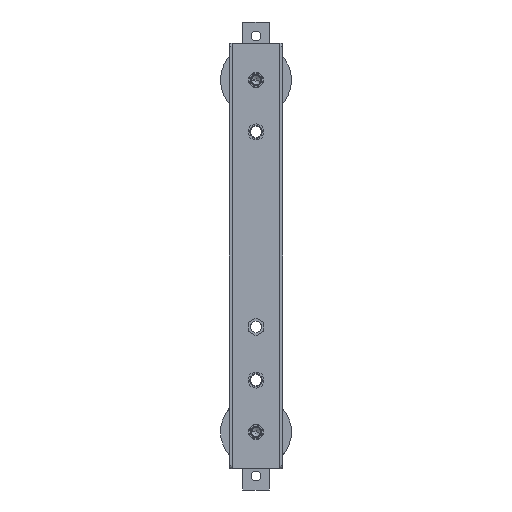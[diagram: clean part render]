
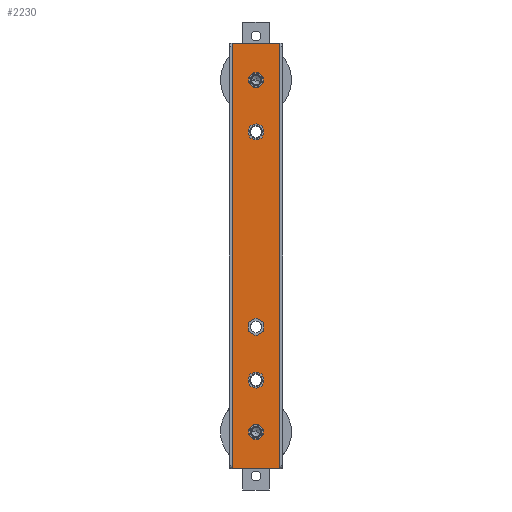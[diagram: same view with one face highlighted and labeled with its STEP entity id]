
A CAD part, front view. The second image highlights one B-rep face of the part: STEP entity #2230.
In plain terms, the highlighted planar face has unit normal (0, -1, 0).
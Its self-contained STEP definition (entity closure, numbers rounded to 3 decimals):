
#314=DIRECTION('',(0.,0.,-1.));
#315=VECTOR('',#314,480.);
#316=CARTESIAN_POINT('',(-27.,7.,480.));
#317=LINE('',#316,#315);
#341=DIRECTION('',(-1.,0.,0.));
#342=VECTOR('',#341,54.);
#343=CARTESIAN_POINT('',(27.,7.,480.));
#344=LINE('',#343,#342);
#623=DIRECTION('',(-1.,0.,0.));
#624=VECTOR('',#623,54.);
#625=CARTESIAN_POINT('',(27.,7.,0.));
#626=LINE('',#625,#624);
#627=DIRECTION('',(0.,0.,-1.));
#628=VECTOR('',#627,480.);
#629=CARTESIAN_POINT('',(27.,7.,480.));
#630=LINE('',#629,#628);
#631=CARTESIAN_POINT('',(0.,7.,41.5));
#632=DIRECTION('',(0.,-1.,0.));
#633=DIRECTION('',(0.,0.,-1.));
#634=AXIS2_PLACEMENT_3D('',#631,#632,#633);
#636=CARTESIAN_POINT('',(0.,7.,41.5));
#637=DIRECTION('',(0.,-1.,0.));
#638=DIRECTION('',(0.,0.,1.));
#639=AXIS2_PLACEMENT_3D('',#636,#637,#638);
#641=CARTESIAN_POINT('',(0.,7.,438.5));
#642=DIRECTION('',(0.,-1.,0.));
#643=DIRECTION('',(0.,0.,-1.));
#644=AXIS2_PLACEMENT_3D('',#641,#642,#643);
#646=CARTESIAN_POINT('',(0.,7.,438.5));
#647=DIRECTION('',(0.,-1.,0.));
#648=DIRECTION('',(0.,0.,1.));
#649=AXIS2_PLACEMENT_3D('',#646,#647,#648);
#651=CARTESIAN_POINT('',(0.,7.,100.));
#652=DIRECTION('',(0.,-1.,0.));
#653=DIRECTION('',(0.,0.,1.));
#654=AXIS2_PLACEMENT_3D('',#651,#652,#653);
#656=CARTESIAN_POINT('',(0.,7.,100.));
#657=DIRECTION('',(0.,-1.,0.));
#658=DIRECTION('',(0.,0.,-1.));
#659=AXIS2_PLACEMENT_3D('',#656,#657,#658);
#661=CARTESIAN_POINT('',(0.,7.,380.));
#662=DIRECTION('',(0.,-1.,0.));
#663=DIRECTION('',(0.,0.,1.));
#664=AXIS2_PLACEMENT_3D('',#661,#662,#663);
#666=CARTESIAN_POINT('',(0.,7.,380.));
#667=DIRECTION('',(0.,-1.,0.));
#668=DIRECTION('',(0.,0.,-1.));
#669=AXIS2_PLACEMENT_3D('',#666,#667,#668);
#671=DIRECTION('',(0.,0.,1.));
#672=VECTOR('',#671,10.);
#673=CARTESIAN_POINT('',(8.66,7.,155.));
#674=LINE('',#673,#672);
#675=DIRECTION('',(-0.866,0.,0.5));
#676=VECTOR('',#675,10.);
#677=CARTESIAN_POINT('',(8.66,7.,165.));
#678=LINE('',#677,#676);
#679=DIRECTION('',(-0.866,0.,-0.5));
#680=VECTOR('',#679,10.);
#681=CARTESIAN_POINT('',(0.,7.,170.));
#682=LINE('',#681,#680);
#683=DIRECTION('',(0.,0.,-1.));
#684=VECTOR('',#683,10.);
#685=CARTESIAN_POINT('',(-8.66,7.,165.));
#686=LINE('',#685,#684);
#687=DIRECTION('',(0.866,0.,-0.5));
#688=VECTOR('',#687,10.);
#689=CARTESIAN_POINT('',(-8.66,7.,155.));
#690=LINE('',#689,#688);
#691=DIRECTION('',(0.866,0.,0.5));
#692=VECTOR('',#691,10.);
#693=CARTESIAN_POINT('',(0.,7.,150.));
#694=LINE('',#693,#692);
#1381=CARTESIAN_POINT('',(-27.,7.,0.));
#1382=VERTEX_POINT('',#1381);
#1383=CARTESIAN_POINT('',(27.,7.,0.));
#1384=VERTEX_POINT('',#1383);
#1411=CARTESIAN_POINT('',(-27.,7.,480.));
#1412=VERTEX_POINT('',#1411);
#1423=CARTESIAN_POINT('',(27.,7.,480.));
#1424=VERTEX_POINT('',#1423);
#1549=CARTESIAN_POINT('',(0.,7.,33.));
#1550=CARTESIAN_POINT('',(0.,7.,50.));
#1551=VERTEX_POINT('',#1549);
#1552=VERTEX_POINT('',#1550);
#1553=CARTESIAN_POINT('',(0.,7.,430.));
#1554=CARTESIAN_POINT('',(0.,7.,447.));
#1555=VERTEX_POINT('',#1553);
#1556=VERTEX_POINT('',#1554);
#1557=CARTESIAN_POINT('',(0.,7.,109.));
#1558=CARTESIAN_POINT('',(0.,7.,91.));
#1559=VERTEX_POINT('',#1557);
#1560=VERTEX_POINT('',#1558);
#1561=CARTESIAN_POINT('',(0.,7.,389.));
#1562=CARTESIAN_POINT('',(0.,7.,371.));
#1563=VERTEX_POINT('',#1561);
#1564=VERTEX_POINT('',#1562);
#1565=CARTESIAN_POINT('',(8.66,7.,155.));
#1566=CARTESIAN_POINT('',(8.66,7.,165.));
#1567=VERTEX_POINT('',#1565);
#1568=VERTEX_POINT('',#1566);
#1569=CARTESIAN_POINT('',(0.,7.,170.));
#1570=VERTEX_POINT('',#1569);
#1571=CARTESIAN_POINT('',(-8.66,7.,165.));
#1572=VERTEX_POINT('',#1571);
#1573=CARTESIAN_POINT('',(-8.66,7.,155.));
#1574=VERTEX_POINT('',#1573);
#1575=CARTESIAN_POINT('',(0.,7.,150.));
#1576=VERTEX_POINT('',#1575);
#2181=CARTESIAN_POINT('',(27.,7.,480.));
#2182=DIRECTION('',(0.,1.,0.));
#2183=DIRECTION('',(-1.,0.,0.));
#2184=AXIS2_PLACEMENT_3D('',#2181,#2182,#2183);
#2185=PLANE('',#2184);
#2186=ORIENTED_EDGE('',*,*,#1730,.T.);
#2187=ORIENTED_EDGE('',*,*,#1833,.F.);
#2188=ORIENTED_EDGE('',*,*,#1868,.F.);
#2189=ORIENTED_EDGE('',*,*,#2168,.T.);
#2190=EDGE_LOOP('',(#2186,#2187,#2188,#2189));
#2191=FACE_OUTER_BOUND('',#2190,.F.);
#2193=ORIENTED_EDGE('',*,*,#2192,.T.);
#2195=ORIENTED_EDGE('',*,*,#2194,.T.);
#2196=EDGE_LOOP('',(#2193,#2195));
#2197=FACE_BOUND('',#2196,.F.);
#2199=ORIENTED_EDGE('',*,*,#2198,.T.);
#2201=ORIENTED_EDGE('',*,*,#2200,.T.);
#2202=EDGE_LOOP('',(#2199,#2201));
#2203=FACE_BOUND('',#2202,.F.);
#2205=ORIENTED_EDGE('',*,*,#2204,.T.);
#2207=ORIENTED_EDGE('',*,*,#2206,.T.);
#2208=EDGE_LOOP('',(#2205,#2207));
#2209=FACE_BOUND('',#2208,.F.);
#2211=ORIENTED_EDGE('',*,*,#2210,.T.);
#2213=ORIENTED_EDGE('',*,*,#2212,.T.);
#2214=EDGE_LOOP('',(#2211,#2213));
#2215=FACE_BOUND('',#2214,.F.);
#2217=ORIENTED_EDGE('',*,*,#2216,.T.);
#2219=ORIENTED_EDGE('',*,*,#2218,.T.);
#2221=ORIENTED_EDGE('',*,*,#2220,.T.);
#2223=ORIENTED_EDGE('',*,*,#2222,.T.);
#2225=ORIENTED_EDGE('',*,*,#2224,.T.);
#2227=ORIENTED_EDGE('',*,*,#2226,.T.);
#2228=EDGE_LOOP('',(#2217,#2219,#2221,#2223,#2225,#2227));
#2229=FACE_BOUND('',#2228,.F.);
#635=CIRCLE('',#634,8.5);
#640=CIRCLE('',#639,8.5);
#645=CIRCLE('',#644,8.5);
#650=CIRCLE('',#649,8.5);
#655=CIRCLE('',#654,9.);
#660=CIRCLE('',#659,9.);
#665=CIRCLE('',#664,9.);
#670=CIRCLE('',#669,9.);
#1730=EDGE_CURVE('',#1384,#1382,#626,.T.);
#1833=EDGE_CURVE('',#1412,#1382,#317,.T.);
#1868=EDGE_CURVE('',#1424,#1412,#344,.T.);
#2168=EDGE_CURVE('',#1424,#1384,#630,.T.);
#2192=EDGE_CURVE('',#1551,#1552,#635,.T.);
#2194=EDGE_CURVE('',#1552,#1551,#640,.T.);
#2198=EDGE_CURVE('',#1555,#1556,#645,.T.);
#2200=EDGE_CURVE('',#1556,#1555,#650,.T.);
#2204=EDGE_CURVE('',#1559,#1560,#655,.T.);
#2206=EDGE_CURVE('',#1560,#1559,#660,.T.);
#2210=EDGE_CURVE('',#1563,#1564,#665,.T.);
#2212=EDGE_CURVE('',#1564,#1563,#670,.T.);
#2216=EDGE_CURVE('',#1567,#1568,#674,.T.);
#2218=EDGE_CURVE('',#1568,#1570,#678,.T.);
#2220=EDGE_CURVE('',#1570,#1572,#682,.T.);
#2222=EDGE_CURVE('',#1572,#1574,#686,.T.);
#2224=EDGE_CURVE('',#1574,#1576,#690,.T.);
#2226=EDGE_CURVE('',#1576,#1567,#694,.T.);
#2230=ADVANCED_FACE('',(#2191,#2197,#2203,#2209,#2215,#2229),#2185,.F.);
